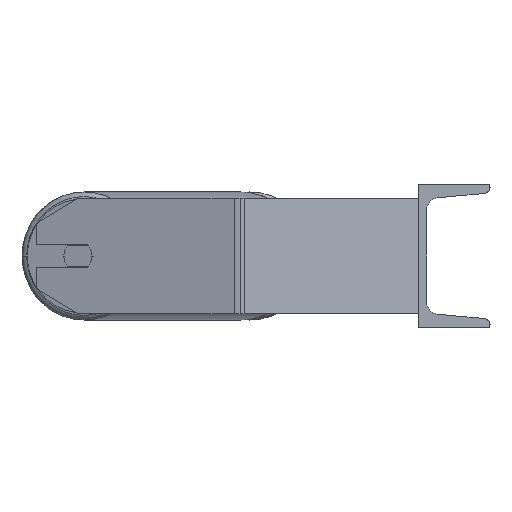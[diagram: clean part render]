
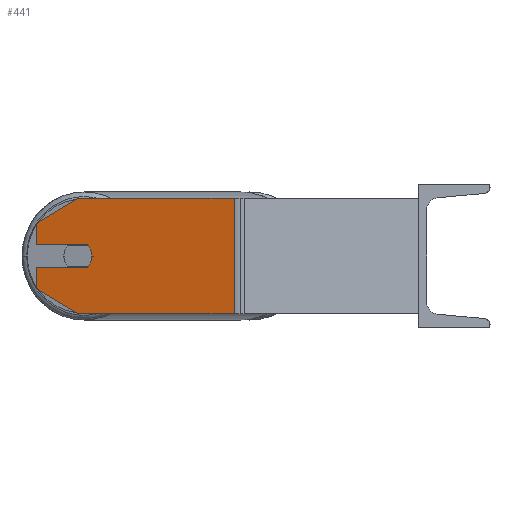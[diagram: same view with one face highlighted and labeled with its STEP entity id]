
A CAD part, left-side view. The second image highlights one B-rep face of the part: STEP entity #441.
In plain terms, the highlighted planar face has unit normal (-0.966, 0.259, 0).
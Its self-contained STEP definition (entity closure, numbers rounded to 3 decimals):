
#51 = DIRECTION ( 'NONE',  ( -0.966, 0.259, 0. ) ) ;
#230 = DIRECTION ( 'NONE',  ( 0.224, 0.837, -0.5 ) ) ;
#352 = DIRECTION ( 'NONE',  ( 0., 0., -1. ) ) ;
#394 = CARTESIAN_POINT ( 'NONE',  ( -676.925, 236.362, -40. ) ) ;
#396 = EDGE_CURVE ( 'NONE', #882, #3356, #6162, .T. ) ;
#441 = ADVANCED_FACE ( 'NONE', ( #5433 ), #8989, .F. ) ;
#482 = VECTOR ( 'NONE', #6667, 1000. ) ;
#496 = CARTESIAN_POINT ( 'NONE',  ( -678.478, 230.566, 8. ) ) ;
#562 = EDGE_CURVE ( 'NONE', #4464, #4201, #7085, .T. ) ;
#642 = CARTESIAN_POINT ( 'NONE',  ( -669.16, 265.34, -22.679 ) ) ;
#673 = ORIENTED_EDGE ( 'NONE', *, *, #562, .F. ) ;
#748 = CARTESIAN_POINT ( 'NONE',  ( -706.013, 127.803, -40. ) ) ;
#767 = CARTESIAN_POINT ( 'NONE',  ( -669.16, 265.34, 8. ) ) ;
#882 = VERTEX_POINT ( 'NONE', #8199 ) ;
#965 = CARTESIAN_POINT ( 'NONE',  ( -669.16, 265.34, 22.679 ) ) ;
#1119 = LINE ( 'NONE', #6059, #6057 ) ;
#1189 = CARTESIAN_POINT ( 'NONE',  ( -669.16, 265.34, -8. ) ) ;
#1352 = VECTOR ( 'NONE', #352, 1000. ) ;
#1509 = EDGE_CURVE ( 'NONE', #8986, #5167, #1700, .T. ) ;
#1700 = LINE ( 'NONE', #965, #3792 ) ;
#1706 = CARTESIAN_POINT ( 'NONE',  ( -669.16, 265.34, -40. ) ) ;
#2047 = CIRCLE ( 'NONE', #6480, 10. ) ;
#2121 = VERTEX_POINT ( 'NONE', #2749 ) ;
#2187 = DIRECTION ( 'NONE',  ( 0.259, 0.966, 0. ) ) ;
#2199 = DIRECTION ( 'NONE',  ( -0.259, -0.966, 0. ) ) ;
#2378 = AXIS2_PLACEMENT_3D ( 'NONE', #5713, #8534, #2199 ) ;
#2502 = EDGE_CURVE ( 'NONE', #7087, #3060, #1119, .T. ) ;
#2568 = ORIENTED_EDGE ( 'NONE', *, *, #7764, .F. ) ;
#2670 = CIRCLE ( 'NONE', #2378, 10. ) ;
#2749 = CARTESIAN_POINT ( 'NONE',  ( -679.513, 226.703, 0. ) ) ;
#2913 = LINE ( 'NONE', #8495, #8301 ) ;
#3060 = VERTEX_POINT ( 'NONE', #642 ) ;
#3175 = VERTEX_POINT ( 'NONE', #3278 ) ;
#3278 = CARTESIAN_POINT ( 'NONE',  ( -706.013, 127.803, 40. ) ) ;
#3356 = VERTEX_POINT ( 'NONE', #748 ) ;
#3635 = VERTEX_POINT ( 'NONE', #7403 ) ;
#3655 = ORIENTED_EDGE ( 'NONE', *, *, #5653, .F. ) ;
#3776 = EDGE_CURVE ( 'NONE', #7087, #3635, #7007, .T. ) ;
#3792 = VECTOR ( 'NONE', #230, 1000. ) ;
#3893 = CARTESIAN_POINT ( 'NONE',  ( -669.16, 265.34, 40. ) ) ;
#4201 = VERTEX_POINT ( 'NONE', #9046 ) ;
#4464 = VERTEX_POINT ( 'NONE', #496 ) ;
#4485 = DIRECTION ( 'NONE',  ( -0.259, -0.966, 0. ) ) ;
#4499 = CARTESIAN_POINT ( 'NONE',  ( -706.013, 127.803, 40. ) ) ;
#4563 = VECTOR ( 'NONE', #6181, 1000. ) ;
#4800 = ORIENTED_EDGE ( 'NONE', *, *, #8496, .F. ) ;
#4816 = CARTESIAN_POINT ( 'NONE',  ( -669.16, 265.34, 22.679 ) ) ;
#4920 = CARTESIAN_POINT ( 'NONE',  ( -669.16, 265.34, 40. ) ) ;
#5134 = ORIENTED_EDGE ( 'NONE', *, *, #6454, .T. ) ;
#5167 = VERTEX_POINT ( 'NONE', #4816 ) ;
#5286 = CARTESIAN_POINT ( 'NONE',  ( -676.925, 236.362, 40. ) ) ;
#5375 = DIRECTION ( 'NONE',  ( 0., 0., -1. ) ) ;
#5433 = FACE_OUTER_BOUND ( 'NONE', #6511, .T. ) ;
#5653 = EDGE_CURVE ( 'NONE', #3635, #2121, #2047, .T. ) ;
#5713 = CARTESIAN_POINT ( 'NONE',  ( -676.925, 236.362, 0. ) ) ;
#5725 = DIRECTION ( 'NONE',  ( -0.259, -0.966, 0. ) ) ;
#5763 = VECTOR ( 'NONE', #8476, 1000. ) ;
#5960 = DIRECTION ( 'NONE',  ( 0.966, -0.259, 0. ) ) ;
#5985 = ORIENTED_EDGE ( 'NONE', *, *, #7750, .T. ) ;
#6057 = VECTOR ( 'NONE', #5375, 1000. ) ;
#6059 = CARTESIAN_POINT ( 'NONE',  ( -669.16, 265.34, 40. ) ) ;
#6162 = LINE ( 'NONE', #1706, #6563 ) ;
#6181 = DIRECTION ( 'NONE',  ( -0.259, -0.966, 0. ) ) ;
#6214 = ORIENTED_EDGE ( 'NONE', *, *, #3776, .F. ) ;
#6454 = EDGE_CURVE ( 'NONE', #5167, #4201, #7597, .T. ) ;
#6480 = AXIS2_PLACEMENT_3D ( 'NONE', #8413, #51, #5725 ) ;
#6511 = EDGE_LOOP ( 'NONE', ( #7661, #5985, #6553, #2568, #4800, #7977, #5134, #673, #7550, #3655, #6214 ) ) ;
#6553 = ORIENTED_EDGE ( 'NONE', *, *, #396, .T. ) ;
#6563 = VECTOR ( 'NONE', #4485, 1000. ) ;
#6667 = DIRECTION ( 'NONE',  ( -0.224, -0.837, -0.5 ) ) ;
#6978 = EDGE_CURVE ( 'NONE', #2121, #4464, #2670, .T. ) ;
#7007 = LINE ( 'NONE', #7104, #4563 ) ;
#7085 = LINE ( 'NONE', #767, #8204 ) ;
#7087 = VERTEX_POINT ( 'NONE', #1189 ) ;
#7104 = CARTESIAN_POINT ( 'NONE',  ( -678.478, 230.566, -8. ) ) ;
#7313 = LINE ( 'NONE', #394, #482 ) ;
#7403 = CARTESIAN_POINT ( 'NONE',  ( -678.478, 230.566, -8. ) ) ;
#7550 = ORIENTED_EDGE ( 'NONE', *, *, #6978, .F. ) ;
#7597 = LINE ( 'NONE', #4920, #5763 ) ;
#7599 = DIRECTION ( 'NONE',  ( 0.259, 0.966, 0. ) ) ;
#7661 = ORIENTED_EDGE ( 'NONE', *, *, #2502, .T. ) ;
#7741 = AXIS2_PLACEMENT_3D ( 'NONE', #3893, #5960, #7599 ) ;
#7750 = EDGE_CURVE ( 'NONE', #3060, #882, #7313, .T. ) ;
#7764 = EDGE_CURVE ( 'NONE', #3175, #3356, #8150, .T. ) ;
#7977 = ORIENTED_EDGE ( 'NONE', *, *, #1509, .T. ) ;
#8150 = LINE ( 'NONE', #4499, #1352 ) ;
#8199 = CARTESIAN_POINT ( 'NONE',  ( -676.925, 236.362, -40. ) ) ;
#8204 = VECTOR ( 'NONE', #2187, 1000. ) ;
#8301 = VECTOR ( 'NONE', #9101, 1000. ) ;
#8413 = CARTESIAN_POINT ( 'NONE',  ( -676.925, 236.362, 0. ) ) ;
#8476 = DIRECTION ( 'NONE',  ( 0., 0., -1. ) ) ;
#8495 = CARTESIAN_POINT ( 'NONE',  ( -669.16, 265.34, 40. ) ) ;
#8496 = EDGE_CURVE ( 'NONE', #8986, #3175, #2913, .T. ) ;
#8534 = DIRECTION ( 'NONE',  ( -0.966, 0.259, 0. ) ) ;
#8986 = VERTEX_POINT ( 'NONE', #5286 ) ;
#8989 = PLANE ( 'NONE',  #7741 ) ;
#9046 = CARTESIAN_POINT ( 'NONE',  ( -669.16, 265.34, 8. ) ) ;
#9101 = DIRECTION ( 'NONE',  ( -0.259, -0.966, 0. ) ) ;
